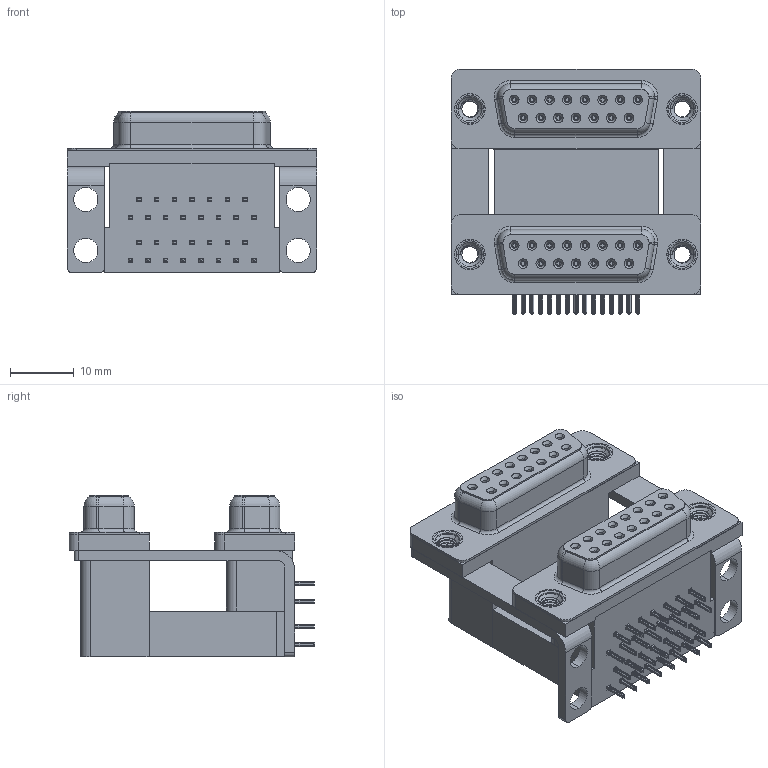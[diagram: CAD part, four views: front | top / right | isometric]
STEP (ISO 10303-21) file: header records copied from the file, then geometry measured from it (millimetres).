
FILE_DESCRIPTION (( 'STEP AP203' ), '1' );
FILE_NAME ('662-015-664-00C.STEP', '2022-06-21T22:00:30', ( '' ), ( '' ), 'SwSTEP 2.0', 'SolidWorks 2020', '' );
FILE_SCHEMA (( 'CONFIG_CONTROL_DESIGN' ));
Length unit declared in the file: millimetre
Products named in the file (11): 662 Threaded Rivet_M3; 662 Contact Top Upper_H; 662 Mounting Bracket_NoneH; 662 Housing Lower_15 Contacts; 662 Contact Top Lower; 662 Housing Spacer_15 Contacts H; 662-015-664-00C; 662 Shell_15 Contacts; 662 Contact Bottom Upper_H; 662 Contact Bottom Lower; 662 Housing Upper_15 Contacts H
Assembly tree (41 placements, depth 2):
  662-015-664-00C
    662 Housing Lower_15 Contacts
    662 Housing Spacer_15 Contacts H
    662 Housing Upper_15 Contacts H
    662 Shell_15 Contacts  x2
    662 Contact Bottom Lower  x7
    662 Contact Top Lower  x8
    662 Contact Bottom Upper_H  x7
    662 Contact Top Upper_H  x8
    662 Mounting Bracket_NoneH  x2
    662 Threaded Rivet_M3  x4
Bounding box: 39.19 x 38.59 x 25.4 mm (x, y, z)
Volume: 16748.4 mm3; surface area: 18601 mm2
Topology: 41 solids, 41 shells, 4866 faces, 12742 edges, 8000 vertices
Faces by surface type: plane 2196, cylinder 1182, bspline 1036, cone 376, torus 76
Entity records: 48699 total; most frequent: CARTESIAN_POINT 15815, ORIENTED_EDGE 6670, DIRECTION 5827, EDGE_CURVE 3335, LINE 2229, VECTOR 2229, VERTEX_POINT 2130, AXIS2_PLACEMENT_3D 1799
